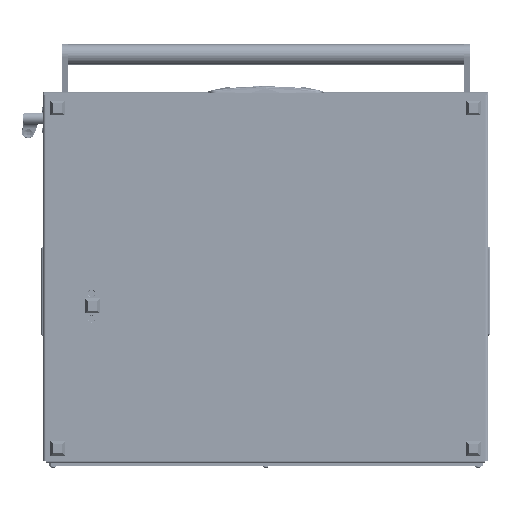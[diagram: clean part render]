
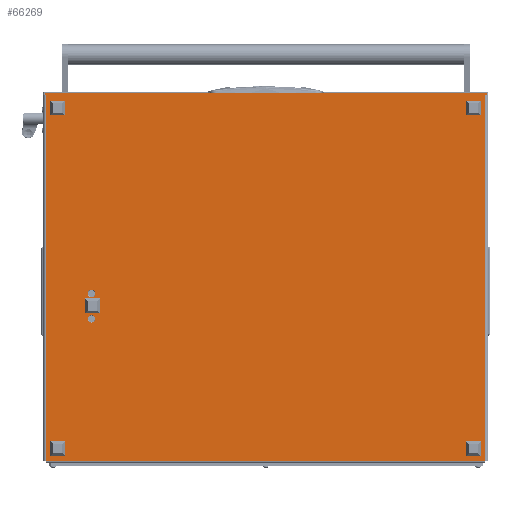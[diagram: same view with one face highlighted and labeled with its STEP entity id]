
A CAD part, front view. The second image highlights one B-rep face of the part: STEP entity #66269.
In plain terms, the highlighted face is planar.
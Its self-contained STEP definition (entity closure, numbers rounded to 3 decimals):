
#327 = EDGE_CURVE ( 'NONE', #122402, #62054, #60813, .T. ) ;
#1663 = CARTESIAN_POINT ( 'NONE',  ( 0., 610., 0. ) ) ;
#3173 = VERTEX_POINT ( 'NONE', #50443 ) ;
#3563 = VECTOR ( 'NONE', #116746, 1000. ) ;
#3781 = VERTEX_POINT ( 'NONE', #112756 ) ;
#4357 = VECTOR ( 'NONE', #38458, 1000. ) ;
#7466 = DIRECTION ( 'NONE',  ( 0., -1., 0. ) ) ;
#8694 = CARTESIAN_POINT ( 'NONE',  ( 275., 545., 0. ) ) ;
#9801 = CARTESIAN_POINT ( 'NONE',  ( 0., 608., 0. ) ) ;
#10894 = DIRECTION ( 'NONE',  ( 1., 0., 0. ) ) ;
#12872 = DIRECTION ( 'NONE',  ( 0., 0., -1. ) ) ;
#17602 = EDGE_CURVE ( 'NONE', #30101, #59482, #100044, .T. ) ;
#17704 = CIRCLE ( 'NONE', #70587, 5.2 ) ;
#18019 = CARTESIAN_POINT ( 'NONE',  ( 0., 608., 0. ) ) ;
#18077 = VERTEX_POINT ( 'NONE', #48769 ) ;
#20412 = ORIENTED_EDGE ( 'NONE', *, *, #94490, .F. ) ;
#20524 = EDGE_CURVE ( 'NONE', #59482, #62054, #116293, .T. ) ;
#23163 = EDGE_CURVE ( 'NONE', #3781, #100913, #75596, .T. ) ;
#25604 = DIRECTION ( 'NONE',  ( -1., 0., 0. ) ) ;
#28821 = ORIENTED_EDGE ( 'NONE', *, *, #38665, .F. ) ;
#29543 = CARTESIAN_POINT ( 'NONE',  ( 0., 608., 0. ) ) ;
#30101 = VERTEX_POINT ( 'NONE', #80917 ) ;
#33604 = DIRECTION ( 'NONE',  ( 0., 1., 0. ) ) ;
#35988 = CARTESIAN_POINT ( 'NONE',  ( 275., 545., 0. ) ) ;
#37106 = FACE_BOUND ( 'NONE', #71764, .T. ) ;
#38047 = VECTOR ( 'NONE', #83774, 1000. ) ;
#38458 = DIRECTION ( 'NONE',  ( 0., 1., 0. ) ) ;
#38609 = CARTESIAN_POINT ( 'NONE',  ( 310., 545., 0. ) ) ;
#38665 = EDGE_CURVE ( 'NONE', #43170, #51082, #71800, .T. ) ;
#40753 = CARTESIAN_POINT ( 'NONE',  ( 269.8, 545., 0. ) ) ;
#42411 = VECTOR ( 'NONE', #7466, 1000. ) ;
#43124 = EDGE_CURVE ( 'NONE', #129437, #3173, #78417, .T. ) ;
#43170 = VERTEX_POINT ( 'NONE', #50367 ) ;
#46068 = DIRECTION ( 'NONE',  ( 0., 0., -1. ) ) ;
#47445 = LINE ( 'NONE', #57885, #3563 ) ;
#47781 = DIRECTION ( 'NONE',  ( 0., 0., -1. ) ) ;
#48769 = CARTESIAN_POINT ( 'NONE',  ( 304.8, 545., 0. ) ) ;
#48887 = CARTESIAN_POINT ( 'NONE',  ( 315.2, 545., 0. ) ) ;
#50367 = CARTESIAN_POINT ( 'NONE',  ( 280.2, 545., 0. ) ) ;
#50443 = CARTESIAN_POINT ( 'NONE',  ( 506., 0., 0. ) ) ;
#51082 = VERTEX_POINT ( 'NONE', #40753 ) ;
#51717 = ORIENTED_EDGE ( 'NONE', *, *, #20524, .T. ) ;
#52155 = ORIENTED_EDGE ( 'NONE', *, *, #105003, .F. ) ;
#52586 = EDGE_CURVE ( 'NONE', #51082, #43170, #84965, .T. ) ;
#53207 = CARTESIAN_POINT ( 'NONE',  ( 310., 545., 0. ) ) ;
#55035 = ORIENTED_EDGE ( 'NONE', *, *, #43124, .T. ) ;
#56148 = CARTESIAN_POINT ( 'NONE',  ( 506., 608., 0. ) ) ;
#56989 = EDGE_CURVE ( 'NONE', #3781, #30101, #47445, .T. ) ;
#57010 = CARTESIAN_POINT ( 'NONE',  ( 506., 608., 0. ) ) ;
#57885 = CARTESIAN_POINT ( 'NONE',  ( 0., -2., 0. ) ) ;
#59386 = DIRECTION ( 'NONE',  ( -1., 0., 0. ) ) ;
#59482 = VERTEX_POINT ( 'NONE', #78107 ) ;
#60813 = LINE ( 'NONE', #95342, #4357 ) ;
#62054 = VERTEX_POINT ( 'NONE', #69514 ) ;
#62438 = ORIENTED_EDGE ( 'NONE', *, *, #126353, .F. ) ;
#66136 = DIRECTION ( 'NONE',  ( -1., 0., 0. ) ) ;
#66269 = ADVANCED_FACE ( 'NONE', ( #104326, #37106, #124569 ), #111733, .T. ) ;
#66738 = AXIS2_PLACEMENT_3D ( 'NONE', #9801, #12872, #59386 ) ;
#69514 = CARTESIAN_POINT ( 'NONE',  ( 0., 610., 0. ) ) ;
#70587 = AXIS2_PLACEMENT_3D ( 'NONE', #38609, #47781, #117632 ) ;
#71764 = EDGE_LOOP ( 'NONE', ( #20412, #62438 ) ) ;
#71800 = CIRCLE ( 'NONE', #79932, 5.2 ) ;
#72008 = VERTEX_POINT ( 'NONE', #48887 ) ;
#73871 = CIRCLE ( 'NONE', #76330, 5.2 ) ;
#73898 = CARTESIAN_POINT ( 'NONE',  ( 0., 0., 0. ) ) ;
#75596 = LINE ( 'NONE', #105218, #38047 ) ;
#76188 = ORIENTED_EDGE ( 'NONE', *, *, #23163, .F. ) ;
#76330 = AXIS2_PLACEMENT_3D ( 'NONE', #53207, #113485, #25604 ) ;
#78107 = CARTESIAN_POINT ( 'NONE',  ( -2., 610., 0. ) ) ;
#78417 = LINE ( 'NONE', #57010, #42411 ) ;
#79932 = AXIS2_PLACEMENT_3D ( 'NONE', #8694, #108848, #98410 ) ;
#80917 = CARTESIAN_POINT ( 'NONE',  ( -2., -2., 0. ) ) ;
#82658 = DIRECTION ( 'NONE',  ( 1., 0., 0. ) ) ;
#83624 = ORIENTED_EDGE ( 'NONE', *, *, #17602, .T. ) ;
#83774 = DIRECTION ( 'NONE',  ( 0., 1., 0. ) ) ;
#84965 = CIRCLE ( 'NONE', #104758, 5.2 ) ;
#93310 = EDGE_CURVE ( 'NONE', #129437, #122402, #118939, .T. ) ;
#94490 = EDGE_CURVE ( 'NONE', #18077, #72008, #17704, .T. ) ;
#94905 = EDGE_LOOP ( 'NONE', ( #121637, #28821 ) ) ;
#95342 = CARTESIAN_POINT ( 'NONE',  ( 0., -4., 0. ) ) ;
#98410 = DIRECTION ( 'NONE',  ( -1., 0., 0. ) ) ;
#100044 = LINE ( 'NONE', #113624, #123391 ) ;
#100693 = VECTOR ( 'NONE', #10894, 1000. ) ;
#100913 = VERTEX_POINT ( 'NONE', #125740 ) ;
#103363 = VECTOR ( 'NONE', #120671, 1000. ) ;
#104197 = ORIENTED_EDGE ( 'NONE', *, *, #56989, .T. ) ;
#104326 = FACE_BOUND ( 'NONE', #94905, .T. ) ;
#104758 = AXIS2_PLACEMENT_3D ( 'NONE', #35988, #46068, #66136 ) ;
#105003 = EDGE_CURVE ( 'NONE', #100913, #3173, #109797, .T. ) ;
#105218 = CARTESIAN_POINT ( 'NONE',  ( 0., -4., 0. ) ) ;
#106686 = VECTOR ( 'NONE', #82658, 1000. ) ;
#108848 = DIRECTION ( 'NONE',  ( 0., 0., -1. ) ) ;
#109797 = LINE ( 'NONE', #73898, #106686 ) ;
#111733 = PLANE ( 'NONE',  #66738 ) ;
#112756 = CARTESIAN_POINT ( 'NONE',  ( 0., -2., 0. ) ) ;
#113485 = DIRECTION ( 'NONE',  ( 0., 0., -1. ) ) ;
#113560 = ORIENTED_EDGE ( 'NONE', *, *, #327, .F. ) ;
#113624 = CARTESIAN_POINT ( 'NONE',  ( -2., -4., 0. ) ) ;
#115529 = ORIENTED_EDGE ( 'NONE', *, *, #93310, .F. ) ;
#116293 = LINE ( 'NONE', #1663, #100693 ) ;
#116746 = DIRECTION ( 'NONE',  ( -1., 0., 0. ) ) ;
#117632 = DIRECTION ( 'NONE',  ( -1., 0., 0. ) ) ;
#118939 = LINE ( 'NONE', #18019, #103363 ) ;
#120671 = DIRECTION ( 'NONE',  ( -1., 0., 0. ) ) ;
#121637 = ORIENTED_EDGE ( 'NONE', *, *, #52586, .F. ) ;
#122402 = VERTEX_POINT ( 'NONE', #29543 ) ;
#123391 = VECTOR ( 'NONE', #33604, 1000. ) ;
#124569 = FACE_OUTER_BOUND ( 'NONE', #126807, .T. ) ;
#125740 = CARTESIAN_POINT ( 'NONE',  ( 0., 0., 0. ) ) ;
#126353 = EDGE_CURVE ( 'NONE', #72008, #18077, #73871, .T. ) ;
#126807 = EDGE_LOOP ( 'NONE', ( #76188, #104197, #83624, #51717, #113560, #115529, #55035, #52155 ) ) ;
#129437 = VERTEX_POINT ( 'NONE', #56148 ) ;
